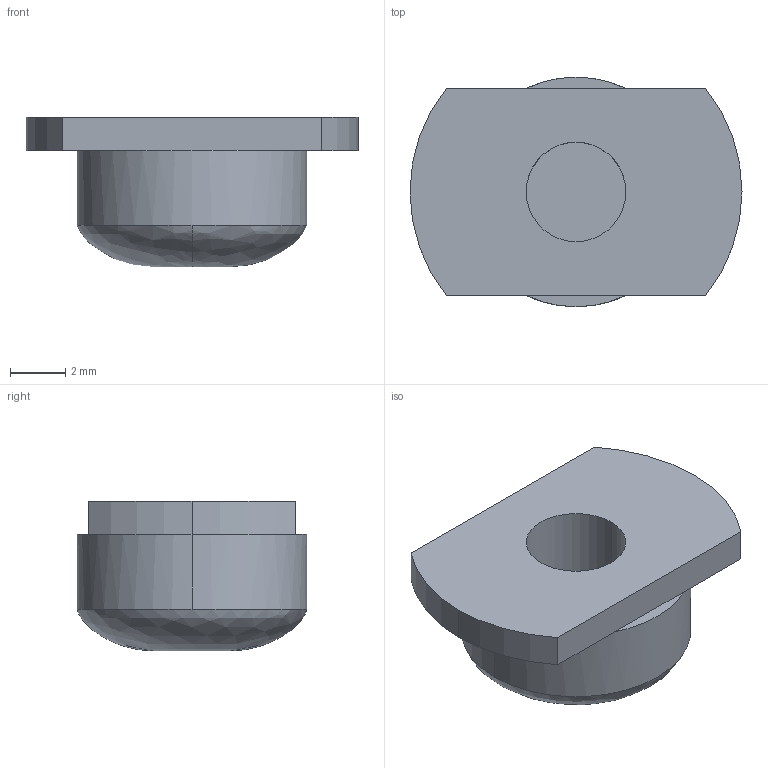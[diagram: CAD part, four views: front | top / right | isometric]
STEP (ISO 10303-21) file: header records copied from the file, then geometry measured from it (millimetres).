
FILE_DESCRIPTION (( 'STEP AP214' ), '1' );
FILE_NAME ('偌聽2X2.STEP', '2024-06-27T15:44:39', ( '' ), ( '' ), 'SwSTEP 2.0', 'SolidWorks 2019', '' );
FILE_SCHEMA (( 'AUTOMOTIVE_DESIGN' ));
Length unit declared in the file: millimetre
Products named in the file (1): 偌聽2X2
Bounding box: 12 x 8.3 x 5.4 mm (x, y, z)
Volume: 262.9 mm3; surface area: 342 mm2
Topology: 1 solids, 1 shells, 18 faces, 41 edges, 26 vertices
Faces by surface type: plane 9, cylinder 7, bspline 2
Entity records: 573 total; most frequent: CARTESIAN_POINT 122, DIRECTION 95, ORIENTED_EDGE 82, EDGE_CURVE 41, AXIS2_PLACEMENT_3D 39, VERTEX_POINT 26, CIRCLE 22, EDGE_LOOP 19
